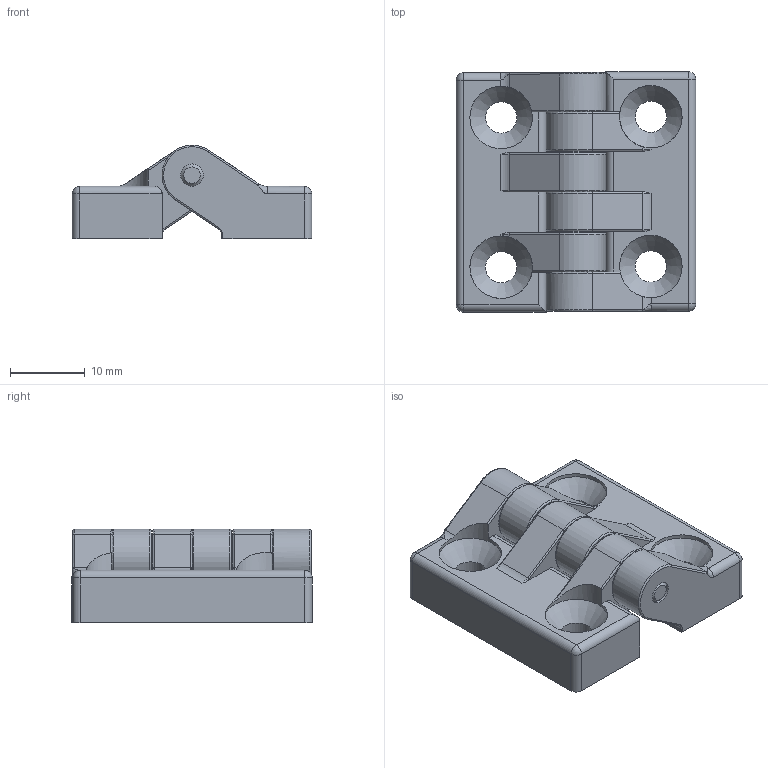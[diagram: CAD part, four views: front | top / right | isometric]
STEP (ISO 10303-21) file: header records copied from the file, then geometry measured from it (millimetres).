
FILE_DESCRIPTION( ( 'Unknown' ), '1' );
FILE_NAME( '6388005_C32A.stp', 'Unknown', ( 'Unknown' ), ( 'Unknown' ), 'PSStep 14.0', 'Unknown', ' ' );
FILE_SCHEMA( ( 'AUTOMOTIVE_DESIGN { 1 0 10303 214 1 1 1 1 }' ) );
Length unit declared in the file: millimetre
Products named in the file (1): 8900459
Bounding box: 32 x 32.1 x 12.5 mm (x, y, z)
Volume: 6235.8 mm3; surface area: 4779.1 mm2
Topology: 1 solids, 1 shells, 256 faces, 666 edges, 404 vertices
Faces by surface type: cylinder 116, plane 68, torus 50, bspline 12, cone 6, sphere 4
Full cylindrical faces by diameter (mm): 3 x4, 4.2 x4, 8.35 x4
Entity records: 10236 total; most frequent: CARTESIAN_POINT 2049, DIRECTION 1328, ORIENTED_EDGE 1266, EDGE_CURVE 633, AXIS2_PLACEMENT_3D 528, VERTEX_POINT 395, EDGE_LOOP 288, CIRCLE 277
